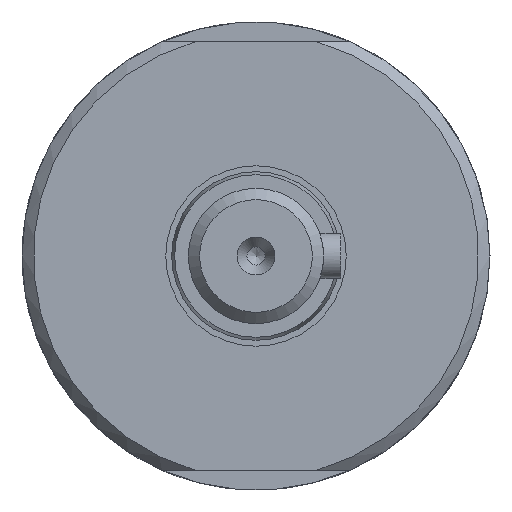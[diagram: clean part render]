
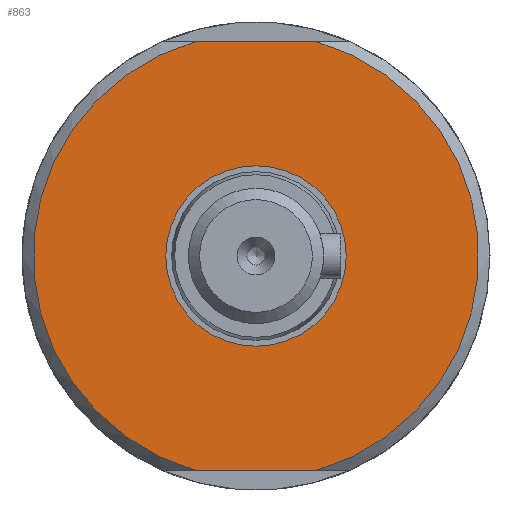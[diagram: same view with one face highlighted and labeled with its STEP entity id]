
A CAD part, left-side view. The second image highlights one B-rep face of the part: STEP entity #863.
In plain terms, the highlighted planar face has unit normal (-1, 0, 0).
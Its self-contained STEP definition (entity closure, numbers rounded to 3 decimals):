
#595=CARTESIAN_POINT('',(-85.,-5.391,-19.));
#596=VERTEX_POINT('',#595);
#612=CARTESIAN_POINT('',(-85.,5.391,-19.));
#613=VERTEX_POINT('',#612);
#614=CARTESIAN_POINT('',(-85.,5.391,-19.));
#615=DIRECTION('',(0.0,-1.0,0.0));
#616=VECTOR('',#615,10.782);
#617=LINE('',#614,#616);
#618=EDGE_CURVE('',#613,#596,#617,.T.);
#683=CARTESIAN_POINT('',(-85.,-5.391,19.0));
#684=VERTEX_POINT('',#683);
#722=CARTESIAN_POINT('',(-85.,5.391,19.));
#723=VERTEX_POINT('',#722);
#737=CARTESIAN_POINT('',(-85.,-5.391,19.0));
#738=DIRECTION('',(0.0,1.0,0.0));
#739=VECTOR('',#738,10.782);
#740=LINE('',#737,#739);
#741=EDGE_CURVE('',#684,#723,#740,.T.);
#768=CARTESIAN_POINT('',(-85.,0.,0.));
#769=DIRECTION('',(1.0,0.0,0.0));
#770=DIRECTION('',(0.0,1.0,0.0));
#771=AXIS2_PLACEMENT_3D('',#768,#769,#770);
#772=CIRCLE('',#771,19.75);
#773=EDGE_CURVE('',#613,#723,#772,.T.);
#819=CARTESIAN_POINT('',(-85.,0.,0.));
#820=DIRECTION('',(1.0,0.0,0.0));
#821=DIRECTION('',(0.0,1.0,0.0));
#822=AXIS2_PLACEMENT_3D('',#819,#820,#821);
#823=CIRCLE('',#822,19.75);
#824=EDGE_CURVE('',#684,#596,#823,.T.);
#837=CARTESIAN_POINT('',(-85.,8.,0.));
#838=VERTEX_POINT('',#837);
#839=CARTESIAN_POINT('',(-85.,0.,0.));
#840=DIRECTION('',(1.0,0.0,0.0));
#841=DIRECTION('',(0.0,1.0,0.0));
#842=AXIS2_PLACEMENT_3D('',#839,#840,#841);
#843=CIRCLE('',#842,8.0);
#844=EDGE_CURVE('',#838,#838,#843,.T.);
#849=CARTESIAN_POINT('',(-85.,13.875,0.));
#850=DIRECTION('',(-1.0,0.0,0.0));
#851=DIRECTION('',(0.0,0.0,1.0));
#852=AXIS2_PLACEMENT_3D('',#849,#850,#851);
#853=PLANE('',#852);
#854=ORIENTED_EDGE('',*,*,#618,.T.);
#855=ORIENTED_EDGE('',*,*,#824,.F.);
#856=ORIENTED_EDGE('',*,*,#741,.T.);
#857=ORIENTED_EDGE('',*,*,#773,.F.);
#858=EDGE_LOOP('',(#854,#855,#856,#857));
#859=FACE_OUTER_BOUND('',#858,.T.);
#860=ORIENTED_EDGE('',*,*,#844,.T.);
#861=EDGE_LOOP('',(#860));
#862=FACE_BOUND('',#861,.T.);
#863=ADVANCED_FACE('',(#859,#862),#853,.T.);
